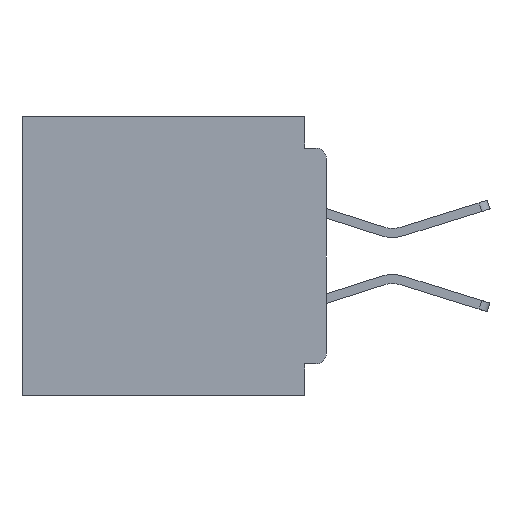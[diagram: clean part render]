
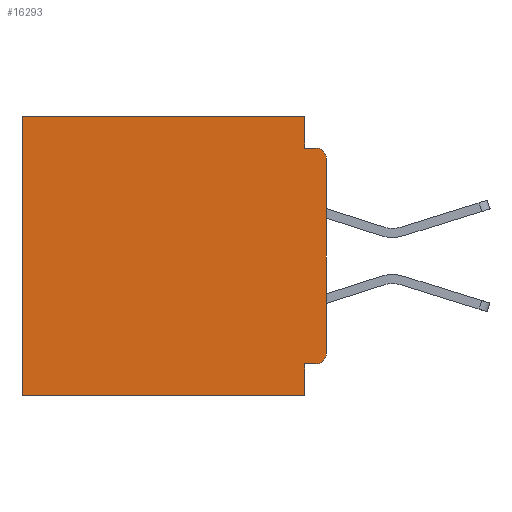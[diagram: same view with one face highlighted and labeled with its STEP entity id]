
A CAD part, left-side view. The second image highlights one B-rep face of the part: STEP entity #16293.
In plain terms, the highlighted planar face has unit normal (-1, 0, 0).
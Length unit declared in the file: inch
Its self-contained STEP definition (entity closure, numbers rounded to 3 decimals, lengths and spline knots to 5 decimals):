
#400 = VERTEX_POINT ( 'NONE', #37071 ) ;
#1130 = ORIENTED_EDGE ( 'NONE', *, *, #9222, .F. ) ;
#1305 = EDGE_CURVE ( 'NONE', #43203, #43478, #9382, .T. ) ;
#2056 = CARTESIAN_POINT ( 'NONE',  ( 0.3, 0., -0.045 ) ) ;
#3085 = CARTESIAN_POINT ( 'NONE',  ( 0.3, 0.031, -0.355 ) ) ;
#3476 = DIRECTION ( 'NONE',  ( 1., 0., 0. ) ) ;
#3727 = DIRECTION ( 'NONE',  ( 0., 0., -1. ) ) ;
#3788 = VERTEX_POINT ( 'NONE', #37162 ) ;
#5237 = CARTESIAN_POINT ( 'NONE',  ( 0.3, 0.031, 0. ) ) ;
#6379 = VERTEX_POINT ( 'NONE', #48898 ) ;
#7400 = ORIENTED_EDGE ( 'NONE', *, *, #1305, .T. ) ;
#8140 = EDGE_CURVE ( 'NONE', #10390, #14144, #20080, .T. ) ;
#8965 = DIRECTION ( 'NONE',  ( 0., 0., -1. ) ) ;
#9105 = VERTEX_POINT ( 'NONE', #16860 ) ;
#9211 = VECTOR ( 'NONE', #44176, 39.37008 ) ;
#9222 = EDGE_CURVE ( 'NONE', #9105, #24820, #24174, .T. ) ;
#9382 = LINE ( 'NONE', #27472, #10587 ) ;
#10390 = VERTEX_POINT ( 'NONE', #47171 ) ;
#10549 = CARTESIAN_POINT ( 'NONE',  ( 0.3, 0., -0.355 ) ) ;
#10587 = VECTOR ( 'NONE', #18375, 39.37008 ) ;
#11031 = ORIENTED_EDGE ( 'NONE', *, *, #12078, .T. ) ;
#11109 = CARTESIAN_POINT ( 'NONE',  ( 0.3, 0., -0.4 ) ) ;
#11125 = PLANE ( 'NONE',  #25354 ) ;
#12078 = EDGE_CURVE ( 'NONE', #43478, #44584, #19555, .T. ) ;
#13076 = EDGE_CURVE ( 'NONE', #10390, #6379, #14019, .T. ) ;
#13182 = CARTESIAN_POINT ( 'NONE',  ( 0.3, 0.437, -0.4 ) ) ;
#13194 = CARTESIAN_POINT ( 'NONE',  ( 0.3, 0.015, -0.045 ) ) ;
#14019 = CIRCLE ( 'NONE', #43353, 0.015 ) ;
#14144 = VERTEX_POINT ( 'NONE', #3085 ) ;
#14828 = VECTOR ( 'NONE', #26666, 39.37008 ) ;
#15749 = DIRECTION ( 'NONE',  ( -1., 0., 0. ) ) ;
#16293 = ADVANCED_FACE ( 'NONE', ( #30586 ), #11125, .F. ) ;
#16656 = EDGE_LOOP ( 'NONE', ( #37257, #48449, #1130, #45540, #7400, #11031, #41615, #32713, #43933, #24990 ) ) ;
#16860 = CARTESIAN_POINT ( 'NONE',  ( 0.3, 0.031, -0.045 ) ) ;
#17898 = LINE ( 'NONE', #42674, #26915 ) ;
#18375 = DIRECTION ( 'NONE',  ( 0., 1., 0. ) ) ;
#19555 = LINE ( 'NONE', #32793, #9211 ) ;
#20080 = LINE ( 'NONE', #10549, #39102 ) ;
#20153 = DIRECTION ( 'NONE',  ( 0., 0., -1. ) ) ;
#21405 = VECTOR ( 'NONE', #20153, 39.37008 ) ;
#21613 = DIRECTION ( 'NONE',  ( 0., -1., 0. ) ) ;
#22964 = VECTOR ( 'NONE', #21613, 39.37008 ) ;
#23763 = DIRECTION ( 'NONE',  ( 0., 0., -1. ) ) ;
#24174 = LINE ( 'NONE', #2056, #22964 ) ;
#24820 = VERTEX_POINT ( 'NONE', #13194 ) ;
#24990 = ORIENTED_EDGE ( 'NONE', *, *, #13076, .T. ) ;
#25354 = AXIS2_PLACEMENT_3D ( 'NONE', #41786, #3476, #30538 ) ;
#26102 = DIRECTION ( 'NONE',  ( 0., 1., 0. ) ) ;
#26443 = EDGE_CURVE ( 'NONE', #43203, #9105, #46682, .T. ) ;
#26666 = DIRECTION ( 'NONE',  ( 0., 1., 0. ) ) ;
#26915 = VECTOR ( 'NONE', #23763, 39.37008 ) ;
#26933 = DIRECTION ( 'NONE',  ( -1., 0., 0. ) ) ;
#27472 = CARTESIAN_POINT ( 'NONE',  ( 0.3, 0., 0. ) ) ;
#30538 = DIRECTION ( 'NONE',  ( 0., 0., -1. ) ) ;
#30586 = FACE_OUTER_BOUND ( 'NONE', #16656, .T. ) ;
#31548 = LINE ( 'NONE', #46668, #21405 ) ;
#31726 = EDGE_CURVE ( 'NONE', #400, #6379, #31548, .T. ) ;
#31796 = AXIS2_PLACEMENT_3D ( 'NONE', #49560, #26933, #3727 ) ;
#32713 = ORIENTED_EDGE ( 'NONE', *, *, #38929, .F. ) ;
#32793 = CARTESIAN_POINT ( 'NONE',  ( 0.3, 0.437, -0.4 ) ) ;
#36650 = CIRCLE ( 'NONE', #31796, 0.015 ) ;
#37071 = CARTESIAN_POINT ( 'NONE',  ( 0.3, 0., -0.06 ) ) ;
#37162 = CARTESIAN_POINT ( 'NONE',  ( 0.3, 0.031, -0.4 ) ) ;
#37257 = ORIENTED_EDGE ( 'NONE', *, *, #31726, .F. ) ;
#37834 = VECTOR ( 'NONE', #8965, 39.37008 ) ;
#38161 = EDGE_CURVE ( 'NONE', #3788, #44584, #44087, .T. ) ;
#38643 = CARTESIAN_POINT ( 'NONE',  ( 0.3, 0.015, -0.34 ) ) ;
#38929 = EDGE_CURVE ( 'NONE', #14144, #3788, #17898, .T. ) ;
#39102 = VECTOR ( 'NONE', #26102, 39.37008 ) ;
#41615 = ORIENTED_EDGE ( 'NONE', *, *, #38161, .F. ) ;
#41786 = CARTESIAN_POINT ( 'NONE',  ( 0.3, 0., -0.4 ) ) ;
#42463 = DIRECTION ( 'NONE',  ( 0., 0., -1. ) ) ;
#42674 = CARTESIAN_POINT ( 'NONE',  ( 0.3, 0.031, -0.4 ) ) ;
#43203 = VERTEX_POINT ( 'NONE', #44810 ) ;
#43353 = AXIS2_PLACEMENT_3D ( 'NONE', #38643, #15749, #42463 ) ;
#43478 = VERTEX_POINT ( 'NONE', #46438 ) ;
#43933 = ORIENTED_EDGE ( 'NONE', *, *, #8140, .F. ) ;
#44087 = LINE ( 'NONE', #11109, #14828 ) ;
#44176 = DIRECTION ( 'NONE',  ( 0., 0., -1. ) ) ;
#44584 = VERTEX_POINT ( 'NONE', #13182 ) ;
#44810 = CARTESIAN_POINT ( 'NONE',  ( 0.3, 0.031, 0. ) ) ;
#45540 = ORIENTED_EDGE ( 'NONE', *, *, #26443, .F. ) ;
#46438 = CARTESIAN_POINT ( 'NONE',  ( 0.3, 0.437, 0. ) ) ;
#46668 = CARTESIAN_POINT ( 'NONE',  ( 0.3, 0., -0.4 ) ) ;
#46682 = LINE ( 'NONE', #5237, #37834 ) ;
#47171 = CARTESIAN_POINT ( 'NONE',  ( 0.3, 0.015, -0.355 ) ) ;
#48449 = ORIENTED_EDGE ( 'NONE', *, *, #49322, .T. ) ;
#48898 = CARTESIAN_POINT ( 'NONE',  ( 0.3, 0., -0.34 ) ) ;
#49322 = EDGE_CURVE ( 'NONE', #400, #24820, #36650, .T. ) ;
#49560 = CARTESIAN_POINT ( 'NONE',  ( 0.3, 0.015, -0.06 ) ) ;
